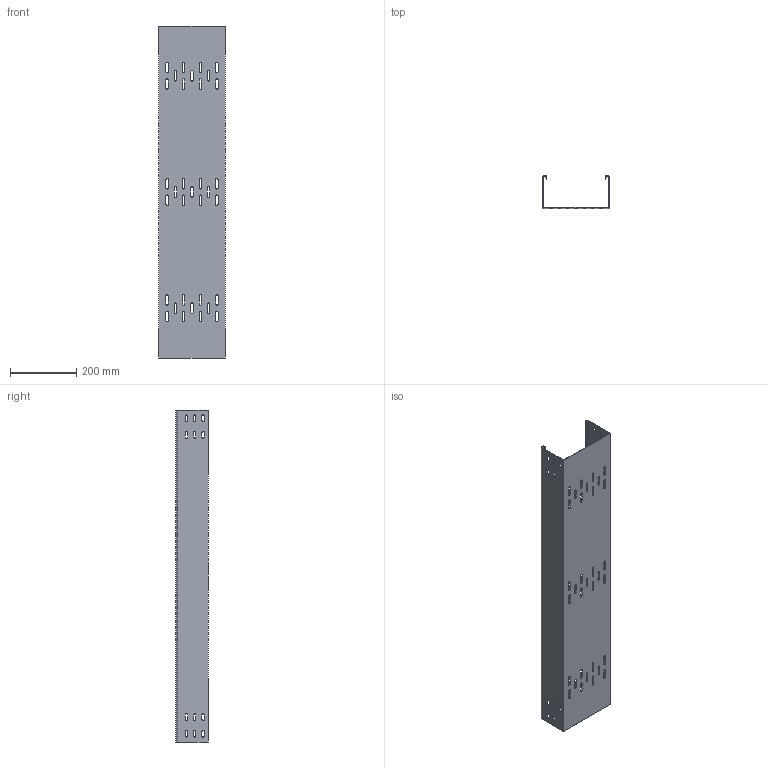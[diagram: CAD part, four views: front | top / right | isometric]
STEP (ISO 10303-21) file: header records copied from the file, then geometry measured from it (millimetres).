
FILE_DESCRIPTION (( 'STEP AP214' ), '1' );
FILE_NAME ('6061896.stp', '2019-12-02T14:26:45', ( '' ), ( '' ), 'SwSTEP 2.0', 'SolidWorks 2018', '' );
FILE_SCHEMA (( 'AUTOMOTIVE_DESIGN' ));
Length unit declared in the file: millimetre
Products named in the file (1): 6061896
Bounding box: 200 x 98 x 1000 mm (x, y, z)
Volume: 814526.6 mm3; surface area: 827251.3 mm2
Topology: 1 solids, 1 shells, 295 faces, 863 edges, 570 vertices
Faces by surface type: cylinder 151, plane 144
Entity records: 12060 total; most frequent: DIRECTION 1757, CARTESIAN_POINT 1729, ORIENTED_EDGE 1726, EDGE_CURVE 863, AXIS2_PLACEMENT_3D 598, VERTEX_POINT 570, LINE 561, VECTOR 561
